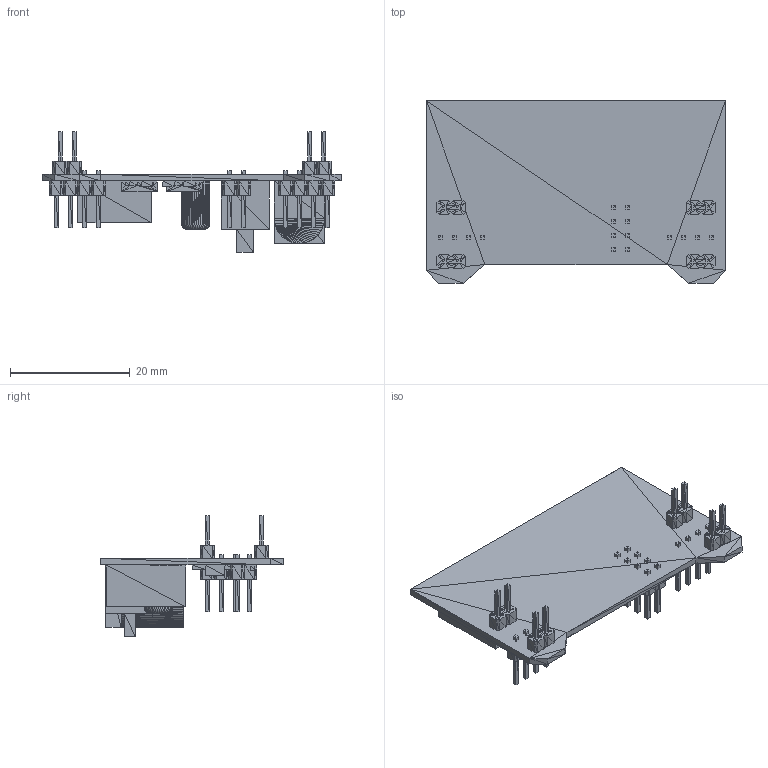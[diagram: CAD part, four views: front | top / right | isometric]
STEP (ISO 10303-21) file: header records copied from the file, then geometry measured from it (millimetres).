
FILE_DESCRIPTION((''),'2;1');
FILE_NAME('HW-130.stl', '2026-01-28T00:17:50', (''), (''), 'ImageToStl.com STEP Converter','', '');
FILE_SCHEMA(('AUTOMOTIVE_DESIGN_CC2'));
Length unit declared in the file: metre
Products named in the file (1): product0
Bounding box: 50 x 30.51 x 20.15 mm (x, y, z)
Surface area: 5722.1 mm2 (no closed solid volume)
Topology: 0 solids, 3820 shells, 3820 faces, 11460 edges, 1938 vertices
Faces by surface type: plane 3820
Entity records: 91812 total; most frequent: DIRECTION 19102, ORIENTED_EDGE 11460, EDGE_CURVE 11460, LINE 11460, VECTOR 11460, AXIS2_PLACEMENT_3D 3821, STYLED_ITEM 3820, FACE_SURFACE 3820
